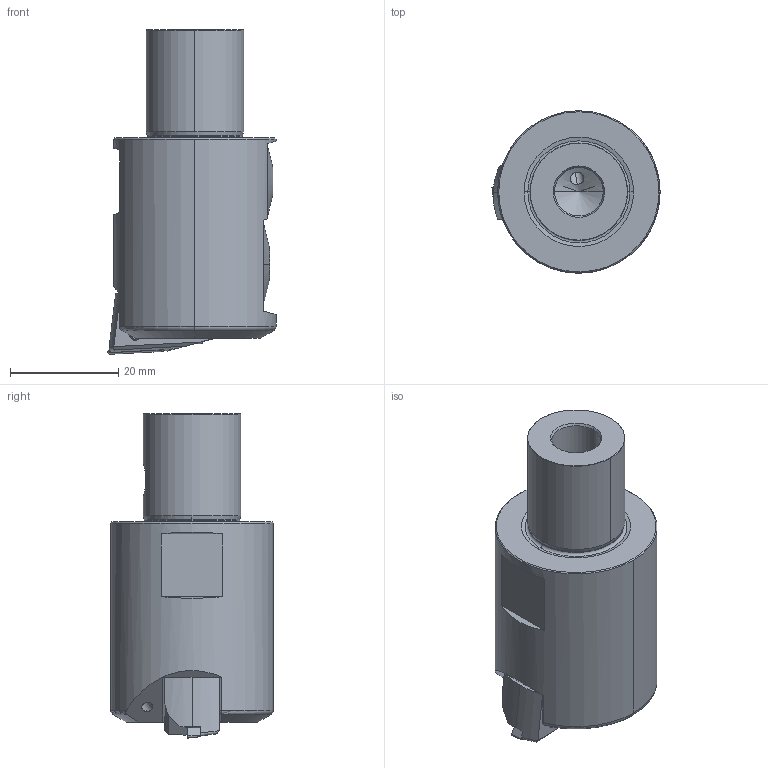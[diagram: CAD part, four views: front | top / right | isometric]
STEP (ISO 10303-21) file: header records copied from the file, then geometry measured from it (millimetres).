
FILE_DESCRIPTION(('no description'),'unknown implementation level');
FILE_NAME('D1E46C53-A081-49CA-8DAD-DECC82127637_export.stp',' ',('CIMSOURCE GmbH'),('CADClick - KiM GmbH - www.kimweb.de'),'unknown preprocess','ACIS','unknown authorization');
FILE_SCHEMA(('automotive_design'));
Length unit declared in the file: millimetre
Products named in the file (5): 309.301 Kaiser EWB 32 UP x CK3|690.179 Kaiser ETL M3x7.9;Schnitt-Rotation2; 309.301 Kaiser EWB 32 UP x CK3|309.330 Kaiser Werkzeugk�rper EWB 32 UP;<N143.11 CK3 Zapfen>-<K�rper-Verschieben/Kopieren4>; 309.301 Kaiser EWB 32 UP x CK3|627.131 Kaiser WPH EWB 32 UP|694.122 Kaiser ETL M2.5x6.5 T7 IP 10S_309.301;Kreismuster1; 309.301 Kaiser EWB 32 UP x CK3|627.131 Kaiser WPH EWB 32 UP|655.383 Kaiser TCGT 110204 K10C;Kombinieren1; 309.301 Kaiser EWB 32 UP x CK3|627.131 Kaiser WPH EWB 32 UP|627.131 Kaiser WPH EWB 32 UP;Verrundung5
Bounding box: 31.06 x 30 x 59.98 mm (x, y, z)
Volume: 28547.3 mm3; surface area: 9048.7 mm2
Topology: 5 solids, 5 shells, 378 faces, 965 edges, 615 vertices
Faces by surface type: plane 168, cylinder 80, bspline 59, cone 56, torus 15
Entity records: 28509 total; most frequent: CARTESIAN_POINT 8685, STYLED_ITEM 1955, PRESENTATION_STYLE_ASSIGNMENT 1955, COLOUR_RGB 1955, ORIENTED_EDGE 1914, DIRECTION 1693, EDGE_CURVE 957, CURVE_STYLE 957
